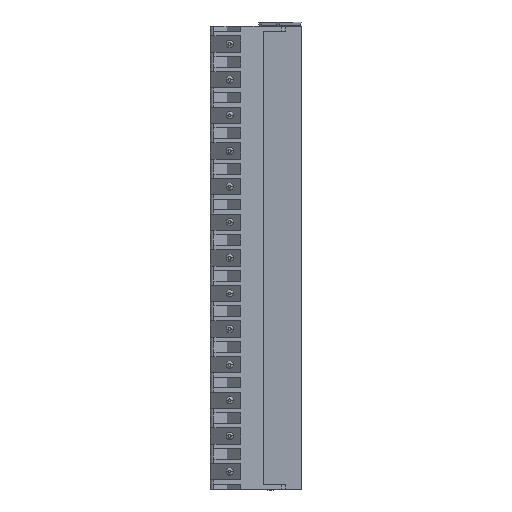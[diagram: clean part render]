
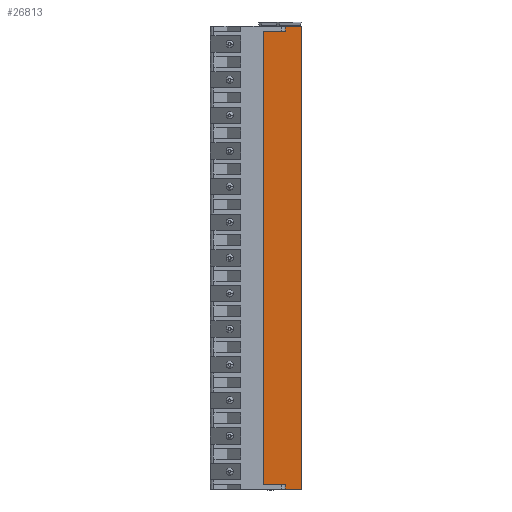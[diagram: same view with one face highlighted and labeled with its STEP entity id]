
A CAD part, front view. The second image highlights one B-rep face of the part: STEP entity #26813.
In plain terms, the highlighted planar face has unit normal (0.82, -0.572, 0).
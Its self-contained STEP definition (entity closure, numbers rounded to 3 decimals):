
#64=DIRECTION('',(0.572,0.82,0.));
#65=VECTOR('',#64,4.018);
#66=CARTESIAN_POINT('',(6.25,4.448,62.5));
#67=LINE('',#66,#65);
#5893=DIRECTION('',(0.572,0.82,0.));
#5894=VECTOR('',#5893,5.425);
#5895=CARTESIAN_POINT('',(3.145,0.,61.8));
#5896=LINE('',#5895,#5894);
#5897=DIRECTION('',(0.,0.,-1.));
#5898=VECTOR('',#5897,0.7);
#5899=CARTESIAN_POINT('',(6.25,4.448,62.5));
#5900=LINE('',#5899,#5898);
#5901=DIRECTION('',(0.,0.,1.));
#5902=VECTOR('',#5901,0.7);
#5903=CARTESIAN_POINT('',(6.25,4.448,-2.5));
#5904=LINE('',#5903,#5902);
#5905=DIRECTION('',(0.572,0.82,0.));
#5906=VECTOR('',#5905,5.425);
#5907=CARTESIAN_POINT('',(3.145,0.,-1.8));
#5908=LINE('',#5907,#5906);
#5909=DIRECTION('',(0.,0.,-1.));
#5910=VECTOR('',#5909,63.6);
#5911=CARTESIAN_POINT('',(3.145,0.,61.8));
#5912=LINE('',#5911,#5910);
#5926=DIRECTION('',(0.,0.,-1.));
#5927=VECTOR('',#5926,65.);
#5928=CARTESIAN_POINT('',(8.55,7.743,62.5));
#5929=LINE('',#5928,#5927);
#6015=DIRECTION('',(0.572,0.82,0.));
#6016=VECTOR('',#6015,4.018);
#6017=CARTESIAN_POINT('',(6.25,4.448,-2.5));
#6018=LINE('',#6017,#6016);
#15358=CARTESIAN_POINT('',(8.55,7.743,62.5));
#15360=VERTEX_POINT('',#15358);
#15382=CARTESIAN_POINT('',(8.55,7.743,-2.5));
#15384=VERTEX_POINT('',#15382);
#16018=CARTESIAN_POINT('',(3.145,0.,-1.8));
#16019=CARTESIAN_POINT('',(6.25,4.448,-1.8));
#16020=VERTEX_POINT('',#16018);
#16021=VERTEX_POINT('',#16019);
#16022=CARTESIAN_POINT('',(6.25,4.448,-2.5));
#16023=VERTEX_POINT('',#16022);
#16032=CARTESIAN_POINT('',(3.145,0.,61.8));
#16033=CARTESIAN_POINT('',(6.25,4.448,61.8));
#16034=VERTEX_POINT('',#16032);
#16035=VERTEX_POINT('',#16033);
#16036=CARTESIAN_POINT('',(6.25,4.448,62.5));
#16037=VERTEX_POINT('',#16036);
#26793=CARTESIAN_POINT('',(3.145,0.,62.5));
#26794=DIRECTION('',(0.82,-0.572,0.));
#26795=DIRECTION('',(0.572,0.82,0.));
#26796=AXIS2_PLACEMENT_3D('',#26793,#26794,#26795);
#26797=PLANE('',#26796);
#26799=ORIENTED_EDGE('',*,*,#26798,.T.);
#26800=ORIENTED_EDGE('',*,*,#26784,.F.);
#26801=ORIENTED_EDGE('',*,*,#19883,.T.);
#26803=ORIENTED_EDGE('',*,*,#26802,.T.);
#26805=ORIENTED_EDGE('',*,*,#26804,.F.);
#26807=ORIENTED_EDGE('',*,*,#26806,.T.);
#26809=ORIENTED_EDGE('',*,*,#26808,.F.);
#26810=ORIENTED_EDGE('',*,*,#26546,.F.);
#26811=EDGE_LOOP('',(#26799,#26800,#26801,#26803,#26805,#26807,#26809,#26810));
#26812=FACE_OUTER_BOUND('',#26811,.F.);
#19883=EDGE_CURVE('',#16037,#15360,#67,.T.);
#26546=EDGE_CURVE('',#16034,#16020,#5912,.T.);
#26784=EDGE_CURVE('',#16037,#16035,#5900,.T.);
#26798=EDGE_CURVE('',#16034,#16035,#5896,.T.);
#26802=EDGE_CURVE('',#15360,#15384,#5929,.T.);
#26804=EDGE_CURVE('',#16023,#15384,#6018,.T.);
#26806=EDGE_CURVE('',#16023,#16021,#5904,.T.);
#26808=EDGE_CURVE('',#16020,#16021,#5908,.T.);
#26813=ADVANCED_FACE('',(#26812),#26797,.T.);
